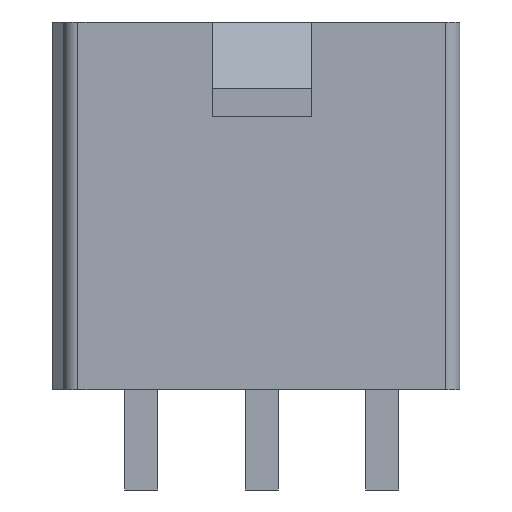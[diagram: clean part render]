
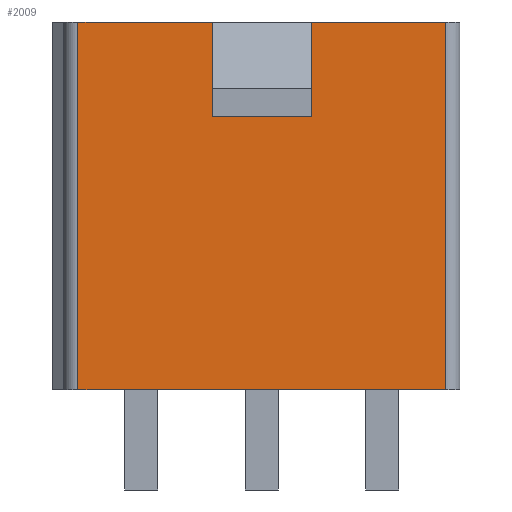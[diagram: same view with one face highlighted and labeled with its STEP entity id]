
A CAD part, front view. The second image highlights one B-rep face of the part: STEP entity #2009.
In plain terms, the highlighted planar face has unit normal (0, -1, 0).
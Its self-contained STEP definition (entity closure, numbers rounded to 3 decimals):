
#138=DIRECTION('',(1.,0.,0.));
#139=VECTOR('',#138,4.675);
#140=CARTESIAN_POINT('',(-6.4,-4.875,0.));
#141=LINE('',#140,#139);
#186=DIRECTION('',(1.,0.,0.));
#187=VECTOR('',#186,4.675);
#188=CARTESIAN_POINT('',(1.725,-4.875,0.));
#189=LINE('',#188,#187);
#338=DIRECTION('',(0.,0.,-1.));
#339=VECTOR('',#338,3.3);
#340=CARTESIAN_POINT('',(-1.725,-4.875,0.));
#341=LINE('',#340,#339);
#342=DIRECTION('',(1.,0.,0.));
#343=VECTOR('',#342,3.45);
#344=CARTESIAN_POINT('',(-1.725,-4.875,-3.3));
#345=LINE('',#344,#343);
#346=DIRECTION('',(0.,0.,-1.));
#347=VECTOR('',#346,3.3);
#348=CARTESIAN_POINT('',(1.725,-4.875,0.));
#349=LINE('',#348,#347);
#350=DIRECTION('',(0.,0.,-1.));
#351=VECTOR('',#350,12.8);
#352=CARTESIAN_POINT('',(-6.4,-4.875,0.));
#353=LINE('',#352,#351);
#354=DIRECTION('',(0.,0.,-1.));
#355=VECTOR('',#354,12.8);
#356=CARTESIAN_POINT('',(6.4,-4.875,0.));
#357=LINE('',#356,#355);
#420=DIRECTION('',(1.,0.,0.));
#421=VECTOR('',#420,12.8);
#422=CARTESIAN_POINT('',(-6.4,-4.875,-12.8));
#423=LINE('',#422,#421);
#1416=CARTESIAN_POINT('',(-6.4,-4.875,0.));
#1417=VERTEX_POINT('',#1416);
#1418=CARTESIAN_POINT('',(6.4,-4.875,0.));
#1420=VERTEX_POINT('',#1418);
#1436=CARTESIAN_POINT('',(-6.4,-4.875,-12.8));
#1437=VERTEX_POINT('',#1436);
#1438=CARTESIAN_POINT('',(6.4,-4.875,-12.8));
#1439=VERTEX_POINT('',#1438);
#1478=CARTESIAN_POINT('',(1.725,-4.875,0.));
#1479=CARTESIAN_POINT('',(-1.725,-4.875,0.));
#1480=VERTEX_POINT('',#1478);
#1481=VERTEX_POINT('',#1479);
#1482=CARTESIAN_POINT('',(-1.725,-4.875,-3.3));
#1483=VERTEX_POINT('',#1482);
#1484=CARTESIAN_POINT('',(1.725,-4.875,-3.3));
#1485=VERTEX_POINT('',#1484);
#1991=CARTESIAN_POINT('',(-6.4,-4.875,0.));
#1992=DIRECTION('',(0.,-1.,0.));
#1993=DIRECTION('',(1.,0.,0.));
#1994=AXIS2_PLACEMENT_3D('',#1991,#1992,#1993);
#1995=PLANE('',#1994);
#1996=ORIENTED_EDGE('',*,*,#1983,.T.);
#1997=ORIENTED_EDGE('',*,*,#1972,.T.);
#1998=ORIENTED_EDGE('',*,*,#1957,.F.);
#1999=ORIENTED_EDGE('',*,*,#1855,.T.);
#2001=ORIENTED_EDGE('',*,*,#2000,.T.);
#2003=ORIENTED_EDGE('',*,*,#2002,.F.);
#2005=ORIENTED_EDGE('',*,*,#2004,.F.);
#2006=ORIENTED_EDGE('',*,*,#1833,.T.);
#2007=EDGE_LOOP('',(#1996,#1997,#1998,#1999,#2001,#2003,#2005,#2006));
#2008=FACE_OUTER_BOUND('',#2007,.F.);
#1833=EDGE_CURVE('',#1417,#1481,#141,.T.);
#1855=EDGE_CURVE('',#1480,#1420,#189,.T.);
#1957=EDGE_CURVE('',#1480,#1485,#349,.T.);
#1972=EDGE_CURVE('',#1483,#1485,#345,.T.);
#1983=EDGE_CURVE('',#1481,#1483,#341,.T.);
#2000=EDGE_CURVE('',#1420,#1439,#357,.T.);
#2002=EDGE_CURVE('',#1437,#1439,#423,.T.);
#2004=EDGE_CURVE('',#1417,#1437,#353,.T.);
#2009=ADVANCED_FACE('',(#2008),#1995,.T.);
